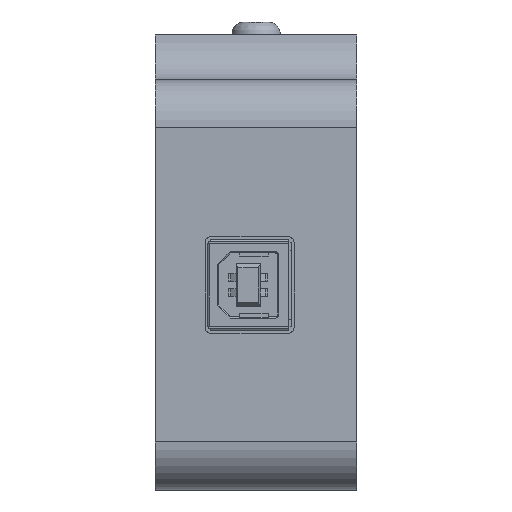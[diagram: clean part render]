
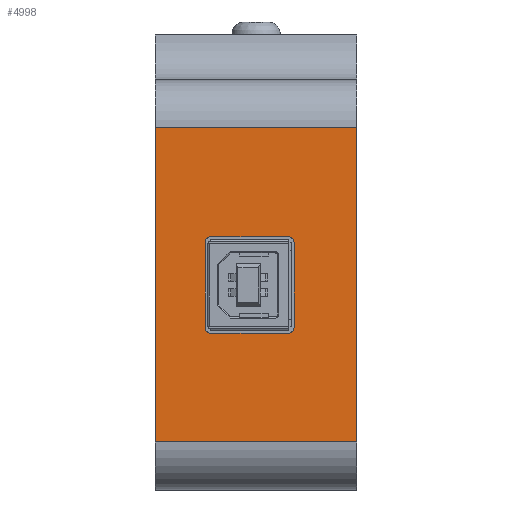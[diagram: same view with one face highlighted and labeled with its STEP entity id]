
A CAD part, left-side view. The second image highlights one B-rep face of the part: STEP entity #4998.
In plain terms, the highlighted planar face has unit normal (-1, 0, 0).
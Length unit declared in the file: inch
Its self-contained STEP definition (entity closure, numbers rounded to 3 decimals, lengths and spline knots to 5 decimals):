
#79=FACE_BOUND('',#774,.T.);
#241=PLANE('',#5413);
#482=FACE_OUTER_BOUND('',#773,.T.);
#773=EDGE_LOOP('',(#4178,#4179,#4180,#4181));
#774=EDGE_LOOP('',(#4182,#4183,#4184,#4185,#4186,#4187,#4188,#4189));
#906=CIRCLE('',#5333,0.03);
#908=CIRCLE('',#5337,0.03);
#910=CIRCLE('',#5341,0.03);
#912=CIRCLE('',#5345,0.03);
#1391=LINE('',#7828,#1869);
#1397=LINE('',#7843,#1875);
#1401=LINE('',#7855,#1879);
#1404=LINE('',#7864,#1882);
#1444=LINE('',#8002,#1922);
#1462=LINE('',#8059,#1940);
#1463=LINE('',#8062,#1941);
#1464=LINE('',#8063,#1942);
#1869=VECTOR('',#6435,0.3937);
#1875=VECTOR('',#6449,0.3937);
#1879=VECTOR('',#6461,0.3937);
#1882=VECTOR('',#6472,0.3937);
#1922=VECTOR('',#6602,0.3937);
#1940=VECTOR('',#6660,0.3937);
#1941=VECTOR('',#6663,0.3937);
#1942=VECTOR('',#6664,0.3937);
#2270=VERTEX_POINT('',#7818);
#2271=VERTEX_POINT('',#7819);
#2274=VERTEX_POINT('',#7827);
#2276=VERTEX_POINT('',#7833);
#2277=VERTEX_POINT('',#7834);
#2280=VERTEX_POINT('',#7845);
#2281=VERTEX_POINT('',#7846);
#2284=VERTEX_POINT('',#7857);
#2337=VERTEX_POINT('',#7999);
#2338=VERTEX_POINT('',#8001);
#2357=VERTEX_POINT('',#8057);
#2358=VERTEX_POINT('',#8061);
#2883=EDGE_CURVE('',#2270,#2271,#906,.T.);
#2887=EDGE_CURVE('',#2274,#2271,#1391,.T.);
#2890=EDGE_CURVE('',#2276,#2277,#908,.T.);
#2895=EDGE_CURVE('',#2270,#2277,#1397,.T.);
#2896=EDGE_CURVE('',#2280,#2281,#910,.T.);
#2901=EDGE_CURVE('',#2276,#2281,#1401,.T.);
#2902=EDGE_CURVE('',#2274,#2284,#912,.T.);
#2906=EDGE_CURVE('',#2280,#2284,#1404,.T.);
#2973=EDGE_CURVE('',#2338,#2337,#1444,.T.);
#3003=EDGE_CURVE('',#2337,#2357,#1462,.T.);
#3004=EDGE_CURVE('',#2358,#2357,#1463,.T.);
#3005=EDGE_CURVE('',#2338,#2358,#1464,.T.);
#4178=ORIENTED_EDGE('',*,*,#2973,.T.);
#4179=ORIENTED_EDGE('',*,*,#3003,.T.);
#4180=ORIENTED_EDGE('',*,*,#3004,.F.);
#4181=ORIENTED_EDGE('',*,*,#3005,.F.);
#4182=ORIENTED_EDGE('',*,*,#2906,.T.);
#4183=ORIENTED_EDGE('',*,*,#2902,.F.);
#4184=ORIENTED_EDGE('',*,*,#2887,.T.);
#4185=ORIENTED_EDGE('',*,*,#2883,.F.);
#4186=ORIENTED_EDGE('',*,*,#2895,.T.);
#4187=ORIENTED_EDGE('',*,*,#2890,.F.);
#4188=ORIENTED_EDGE('',*,*,#2901,.T.);
#4189=ORIENTED_EDGE('',*,*,#2896,.F.);
#4998=ADVANCED_FACE('',(#482,#79),#241,.T.);
#5333=AXIS2_PLACEMENT_3D('',#7820,#6427,#6428);
#5337=AXIS2_PLACEMENT_3D('',#7835,#6440,#6441);
#5341=AXIS2_PLACEMENT_3D('',#7847,#6452,#6453);
#5345=AXIS2_PLACEMENT_3D('',#7858,#6464,#6465);
#5413=AXIS2_PLACEMENT_3D('',#8060,#6661,#6662);
#6427=DIRECTION('center_axis',(-1.,0.,0.));
#6428=DIRECTION('ref_axis',(0.,-0.707,0.707));
#6435=DIRECTION('',(0.,-1.,0.));
#6440=DIRECTION('center_axis',(-1.,0.,0.));
#6441=DIRECTION('ref_axis',(0.,-0.707,-0.707));
#6449=DIRECTION('',(0.,0.,-1.));
#6452=DIRECTION('center_axis',(-1.,0.,0.));
#6453=DIRECTION('ref_axis',(0.,0.707,-0.707));
#6461=DIRECTION('',(0.,1.,0.));
#6464=DIRECTION('center_axis',(-1.,0.,0.));
#6465=DIRECTION('ref_axis',(0.,0.707,0.707));
#6472=DIRECTION('',(0.,0.,1.));
#6602=DIRECTION('',(0.,0.,1.));
#6660=DIRECTION('',(0.,1.,0.));
#6661=DIRECTION('center_axis',(-1.,0.,0.));
#6662=DIRECTION('ref_axis',(0.,0.,
1.));
#6663=DIRECTION('',(0.,0.,1.));
#6664=DIRECTION('',(0.,1.,0.));
#7818=CARTESIAN_POINT('',(-1.87387,0.32707,0.81157));
#7819=CARTESIAN_POINT('',(-1.87387,0.35707,0.84157));
#7820=CARTESIAN_POINT('Origin',(-1.87387,0.35707,0.81157));
#7827=CARTESIAN_POINT('',(-1.87387,0.76007,0.84157));
#7828=CARTESIAN_POINT('',(-1.87387,0.39504,0.84157));
#7833=CARTESIAN_POINT('',(-1.87387,0.35707,0.33957));
#7834=CARTESIAN_POINT('',(-1.87387,0.32707,0.36957));
#7835=CARTESIAN_POINT('Origin',(-1.87387,0.35707,0.36957));
#7843=CARTESIAN_POINT('',(-1.87387,0.32707,0.30732));
#7845=CARTESIAN_POINT('',(-1.87387,0.79007,0.36957));
#7846=CARTESIAN_POINT('',(-1.87387,0.76007,0.33957));
#7847=CARTESIAN_POINT('Origin',(-1.87387,0.76007,0.36957));
#7855=CARTESIAN_POINT('',(-1.87387,0.16354,0.33957));
#7857=CARTESIAN_POINT('',(-1.87387,0.79007,0.81157));
#7858=CARTESIAN_POINT('Origin',(-1.87387,0.76007,0.81157));
#7864=CARTESIAN_POINT('',(-1.87387,0.79007,0.05632));
#7999=CARTESIAN_POINT('',(-1.87387,0.,1.40807));
#8001=CARTESIAN_POINT('',(-1.87387,0.,-0.22693));
#8002=CARTESIAN_POINT('',(-1.87387,0.,-0.22693));
#8057=CARTESIAN_POINT('',(-1.87387,1.05,1.40807));
#8059=CARTESIAN_POINT('',(-1.87387,0.,1.40807));
#8060=CARTESIAN_POINT('Origin',(-1.87387,0.,-0.22693));
#8061=CARTESIAN_POINT('',(-1.87387,1.05,-0.22693));
#8062=CARTESIAN_POINT('',(-1.87387,1.05,-0.22693));
#8063=CARTESIAN_POINT('',(-1.87387,0.,-0.22693));
